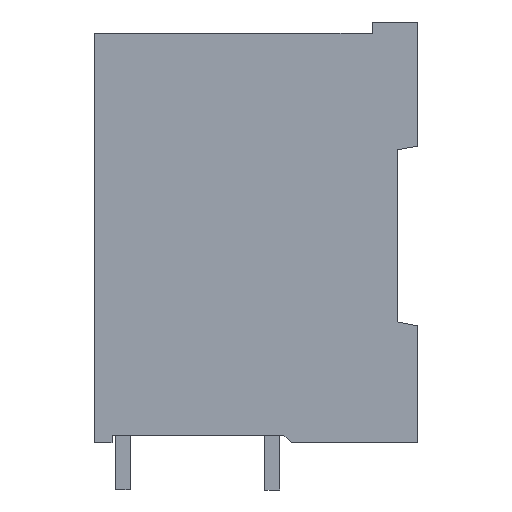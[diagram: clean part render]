
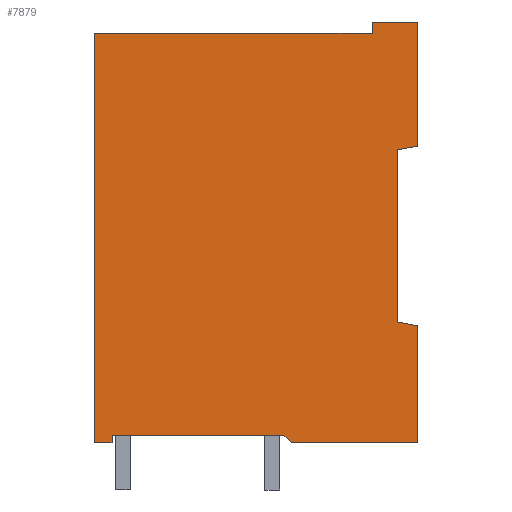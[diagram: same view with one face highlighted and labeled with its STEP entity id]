
A CAD part, left-side view. The second image highlights one B-rep face of the part: STEP entity #7879.
In plain terms, the highlighted planar face has unit normal (-1, 0, 0).
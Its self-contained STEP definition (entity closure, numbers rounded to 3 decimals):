
#7799=AXIS2_PLACEMENT_3D('Plane Axis2P3D',#7796,#7797,#7798) ;
#3835=CARTESIAN_POINT('Line Origine',(0.,0.7,23.277)) ;
#3839=CARTESIAN_POINT('Vertex',(0.,1.4,23.153)) ;
#3841=CARTESIAN_POINT('Vertex',(0.,0.,23.4)) ;
#5739=CARTESIAN_POINT('Line Origine',(0.,21.4,3.2)) ;
#5743=CARTESIAN_POINT('Vertex',(0.,22.,3.2)) ;
#5745=CARTESIAN_POINT('Vertex',(0.,20.8,3.2)) ;
#5790=CARTESIAN_POINT('Vertex',(0.,20.8,3.7)) ;
#5793=CARTESIAN_POINT('Line Origine',(0.,20.8,3.45)) ;
#5805=CARTESIAN_POINT('Line Origine',(0.,4.3,3.2)) ;
#5809=CARTESIAN_POINT('Vertex',(0.,8.6,3.2)) ;
#5811=CARTESIAN_POINT('Vertex',(0.,0.,3.2)) ;
#7796=CARTESIAN_POINT('Axis2P3D Location',(0.,22.,0.)) ;
#7801=CARTESIAN_POINT('Line Origine',(0.,11.,3.7)) ;
#7805=CARTESIAN_POINT('Vertex',(0.,9.1,3.7)) ;
#7809=CARTESIAN_POINT('Control Point',(0.,9.1,3.7)) ;
#7810=CARTESIAN_POINT('Control Point',(0.,8.6,3.2)) ;
#7812=CARTESIAN_POINT('Line Origine',(0.,0.,17.525)) ;
#7816=CARTESIAN_POINT('Vertex',(0.,0.,11.17)) ;
#7820=CARTESIAN_POINT('Control Point',(0.,0.,11.17)) ;
#7821=CARTESIAN_POINT('Control Point',(0.,1.4,11.439)) ;
#7822=CARTESIAN_POINT('Vertex',(0.,1.4,11.439)) ;
#7825=CARTESIAN_POINT('Line Origine',(0.,1.4,17.525)) ;
#7830=CARTESIAN_POINT('Line Origine',(0.,0.,17.525)) ;
#7834=CARTESIAN_POINT('Vertex',(0.,0.,31.85)) ;
#7837=CARTESIAN_POINT('Line Origine',(0.,11.,31.85)) ;
#7841=CARTESIAN_POINT('Vertex',(0.,3.1,31.85)) ;
#7844=CARTESIAN_POINT('Line Origine',(0.,3.1,17.525)) ;
#7848=CARTESIAN_POINT('Vertex',(0.,3.1,31.08)) ;
#7851=CARTESIAN_POINT('Line Origine',(0.,11.,31.08)) ;
#7855=CARTESIAN_POINT('Vertex',(0.,22.,31.08)) ;
#7858=CARTESIAN_POINT('Line Origine',(0.,22.,17.525)) ;
#3836=DIRECTION('Vector Direction',(0.,-0.985,0.174)) ;
#5740=DIRECTION('Vector Direction',(0.,-1.,0.)) ;
#5794=DIRECTION('Vector Direction',(0.,0.,-1.)) ;
#5806=DIRECTION('Vector Direction',(0.,-1.,0.)) ;
#7797=DIRECTION('Axis2P3D Direction',(-1.,0.,0.)) ;
#7798=DIRECTION('Axis2P3D XDirection',(0.,-1.,0.)) ;
#7802=DIRECTION('Vector Direction',(0.,-1.,0.)) ;
#7813=DIRECTION('Vector Direction',(0.,0.,1.)) ;
#7826=DIRECTION('Vector Direction',(0.,0.,1.)) ;
#7831=DIRECTION('Vector Direction',(0.,0.,1.)) ;
#7838=DIRECTION('Vector Direction',(0.,-1.,0.)) ;
#7845=DIRECTION('Vector Direction',(0.,0.,1.)) ;
#7852=DIRECTION('Vector Direction',(0.,-1.,0.)) ;
#7859=DIRECTION('Vector Direction',(0.,0.,1.)) ;
#3837=VECTOR('Line Direction',#3836,1.) ;
#5741=VECTOR('Line Direction',#5740,1.) ;
#5795=VECTOR('Line Direction',#5794,1.) ;
#5807=VECTOR('Line Direction',#5806,1.) ;
#7803=VECTOR('Line Direction',#7802,1.) ;
#7814=VECTOR('Line Direction',#7813,1.) ;
#7827=VECTOR('Line Direction',#7826,1.) ;
#7832=VECTOR('Line Direction',#7831,1.) ;
#7839=VECTOR('Line Direction',#7838,1.) ;
#7846=VECTOR('Line Direction',#7845,1.) ;
#7853=VECTOR('Line Direction',#7852,1.) ;
#7860=VECTOR('Line Direction',#7859,1.) ;
#7864=ORIENTED_EDGE('',*,*,#5747,.T.) ;
#7865=ORIENTED_EDGE('',*,*,#5797,.F.) ;
#7866=ORIENTED_EDGE('',*,*,#7807,.T.) ;
#7867=ORIENTED_EDGE('',*,*,#7811,.T.) ;
#7868=ORIENTED_EDGE('',*,*,#5813,.T.) ;
#7869=ORIENTED_EDGE('',*,*,#7818,.T.) ;
#7870=ORIENTED_EDGE('',*,*,#7824,.T.) ;
#7871=ORIENTED_EDGE('',*,*,#7829,.T.) ;
#7872=ORIENTED_EDGE('',*,*,#3843,.T.) ;
#7873=ORIENTED_EDGE('',*,*,#7836,.T.) ;
#7874=ORIENTED_EDGE('',*,*,#7843,.T.) ;
#7875=ORIENTED_EDGE('',*,*,#7850,.T.) ;
#7876=ORIENTED_EDGE('',*,*,#7857,.T.) ;
#7877=ORIENTED_EDGE('',*,*,#7862,.T.) ;
#7879=ADVANCED_FACE('Model',(#7878),#7800,.T.) ;
#7808=B_SPLINE_CURVE_WITH_KNOTS('',1,(#7809,#7810),.UNSPECIFIED.,.F.,.U.,(2,2),(-0.354,0.354),.UNSPECIFIED.) ;
#7819=B_SPLINE_CURVE_WITH_KNOTS('',1,(#7820,#7821),.UNSPECIFIED.,.F.,.U.,(2,2),(-0.713,0.713),.UNSPECIFIED.) ;
#3843=EDGE_CURVE('',#3840,#3842,#3838,.T.) ;
#5747=EDGE_CURVE('',#5744,#5746,#5742,.T.) ;
#5797=EDGE_CURVE('',#5791,#5746,#5796,.T.) ;
#5813=EDGE_CURVE('',#5810,#5812,#5808,.T.) ;
#7807=EDGE_CURVE('',#5791,#7806,#7804,.T.) ;
#7811=EDGE_CURVE('',#7806,#5810,#7808,.T.) ;
#7818=EDGE_CURVE('',#5812,#7817,#7815,.T.) ;
#7824=EDGE_CURVE('',#7817,#7823,#7819,.T.) ;
#7829=EDGE_CURVE('',#7823,#3840,#7828,.T.) ;
#7836=EDGE_CURVE('',#3842,#7835,#7833,.T.) ;
#7843=EDGE_CURVE('',#7835,#7842,#7840,.F.) ;
#7850=EDGE_CURVE('',#7842,#7849,#7847,.F.) ;
#7857=EDGE_CURVE('',#7849,#7856,#7854,.F.) ;
#7862=EDGE_CURVE('',#7856,#5744,#7861,.F.) ;
#7863=EDGE_LOOP('',(#7864,#7865,#7866,#7867,#7868,#7869,#7870,#7871,#7872,#7873,#7874,#7875,#7876,#7877)) ;
#7878=FACE_OUTER_BOUND('',#7863,.T.) ;
#3838=LINE('Line',#3835,#3837) ;
#5742=LINE('Line',#5739,#5741) ;
#5796=LINE('Line',#5793,#5795) ;
#5808=LINE('Line',#5805,#5807) ;
#7804=LINE('Line',#7801,#7803) ;
#7815=LINE('Line',#7812,#7814) ;
#7828=LINE('Line',#7825,#7827) ;
#7833=LINE('Line',#7830,#7832) ;
#7840=LINE('Line',#7837,#7839) ;
#7847=LINE('Line',#7844,#7846) ;
#7854=LINE('Line',#7851,#7853) ;
#7861=LINE('Line',#7858,#7860) ;
#7800=PLANE('',#7799) ;
#3840=VERTEX_POINT('',#3839) ;
#3842=VERTEX_POINT('',#3841) ;
#5744=VERTEX_POINT('',#5743) ;
#5746=VERTEX_POINT('',#5745) ;
#5791=VERTEX_POINT('',#5790) ;
#5810=VERTEX_POINT('',#5809) ;
#5812=VERTEX_POINT('',#5811) ;
#7806=VERTEX_POINT('',#7805) ;
#7817=VERTEX_POINT('',#7816) ;
#7823=VERTEX_POINT('',#7822) ;
#7835=VERTEX_POINT('',#7834) ;
#7842=VERTEX_POINT('',#7841) ;
#7849=VERTEX_POINT('',#7848) ;
#7856=VERTEX_POINT('',#7855) ;
